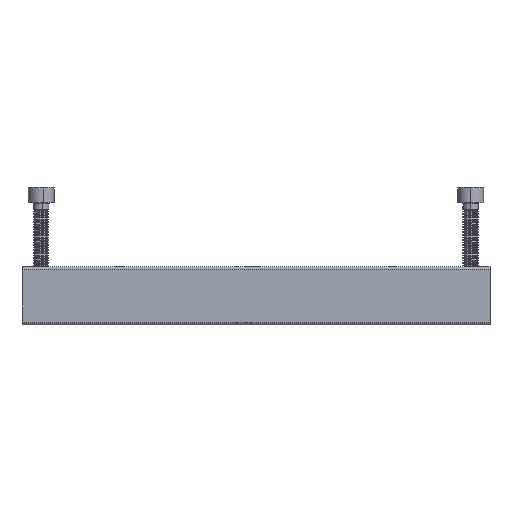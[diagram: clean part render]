
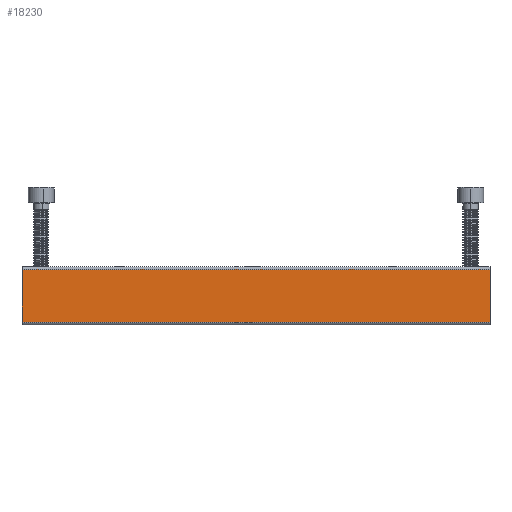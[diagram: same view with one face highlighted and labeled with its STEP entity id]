
A CAD part, front view. The second image highlights one B-rep face of the part: STEP entity #18230.
In plain terms, the highlighted planar face has unit normal (0, -1, 0).
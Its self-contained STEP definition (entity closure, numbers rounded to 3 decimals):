
#400 = ORIENTED_EDGE ( 'NONE', *, *, #2713, .T. ) ;
#972 = CARTESIAN_POINT ( 'NONE',  ( 91., 0., 10.25 ) ) ;
#1446 = CARTESIAN_POINT ( 'NONE',  ( -91., 0., -10.25 ) ) ;
#2713 = EDGE_CURVE ( 'NONE', #24790, #13038, #13179, .T. ) ;
#3397 = DIRECTION ( 'NONE',  ( 0., 1., 0. ) ) ;
#3720 = CARTESIAN_POINT ( 'NONE',  ( 91., 0., -10.25 ) ) ;
#4889 = EDGE_CURVE ( 'NONE', #19006, #19655, #24902, .T. ) ;
#5385 = DIRECTION ( 'NONE',  ( 0., 0., 1. ) ) ;
#5677 = FACE_OUTER_BOUND ( 'NONE', #11040, .T. ) ;
#6063 = CARTESIAN_POINT ( 'NONE',  ( 91., 0., 10.25 ) ) ;
#10767 = DIRECTION ( 'NONE',  ( -1., 0., 0. ) ) ;
#11040 = EDGE_LOOP ( 'NONE', ( #28603, #27824, #23868, #400 ) ) ;
#11689 = CARTESIAN_POINT ( 'NONE',  ( 91., 0., -10.25 ) ) ;
#13038 = VERTEX_POINT ( 'NONE', #18767 ) ;
#13179 = LINE ( 'NONE', #6063, #23302 ) ;
#14621 = VECTOR ( 'NONE', #29767, 1000. ) ;
#14738 = CARTESIAN_POINT ( 'NONE',  ( -91., 0., 10.25 ) ) ;
#15731 = VECTOR ( 'NONE', #24746, 1000. ) ;
#17038 = CARTESIAN_POINT ( 'NONE',  ( 91., 0., 10.25 ) ) ;
#18230 = ADVANCED_FACE ( 'NONE', ( #5677 ), #24110, .F. ) ;
#18563 = CARTESIAN_POINT ( 'NONE',  ( 91., 0., 10.25 ) ) ;
#18767 = CARTESIAN_POINT ( 'NONE',  ( -91., 0., 10.25 ) ) ;
#19006 = VERTEX_POINT ( 'NONE', #11689 ) ;
#19655 = VERTEX_POINT ( 'NONE', #1446 ) ;
#20525 = LINE ( 'NONE', #18563, #14621 ) ;
#21565 = AXIS2_PLACEMENT_3D ( 'NONE', #972, #3397, #5385 ) ;
#21674 = DIRECTION ( 'NONE',  ( 0., 0., -1. ) ) ;
#22202 = EDGE_CURVE ( 'NONE', #13038, #19655, #24090, .T. ) ;
#23302 = VECTOR ( 'NONE', #10767, 1000. ) ;
#23402 = EDGE_CURVE ( 'NONE', #24790, #19006, #20525, .T. ) ;
#23868 = ORIENTED_EDGE ( 'NONE', *, *, #23402, .F. ) ;
#24090 = LINE ( 'NONE', #14738, #28548 ) ;
#24110 = PLANE ( 'NONE',  #21565 ) ;
#24746 = DIRECTION ( 'NONE',  ( -1., 0., 0. ) ) ;
#24790 = VERTEX_POINT ( 'NONE', #17038 ) ;
#24902 = LINE ( 'NONE', #3720, #15731 ) ;
#27824 = ORIENTED_EDGE ( 'NONE', *, *, #4889, .F. ) ;
#28548 = VECTOR ( 'NONE', #21674, 1000. ) ;
#28603 = ORIENTED_EDGE ( 'NONE', *, *, #22202, .T. ) ;
#29767 = DIRECTION ( 'NONE',  ( 0., 0., -1. ) ) ;
